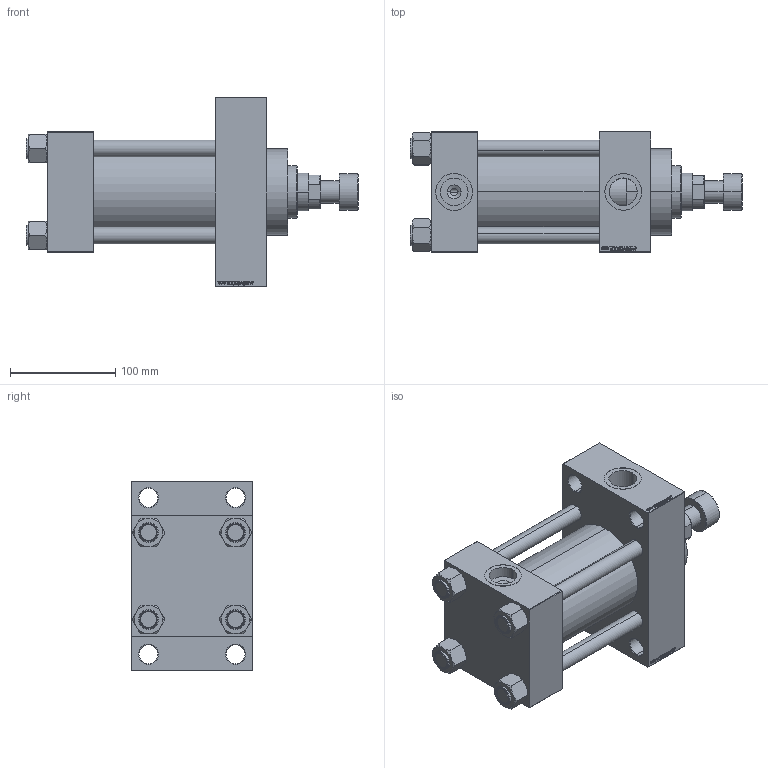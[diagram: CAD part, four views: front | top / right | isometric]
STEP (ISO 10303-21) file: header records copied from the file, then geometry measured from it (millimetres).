
FILE_DESCRIPTION (( 'STEP AP203' ), '1' );
FILE_NAME ('abf2.STEP', '2023-08-23T07:28:37', ( '' ), ( '' ), 'SwSTEP 2.0', 'SolidWorks 2019', '' );
FILE_SCHEMA (( 'CONFIG_CONTROL_DESIGN' ));
Length unit declared in the file: millimetre
Products named in the file (7): V215CR_D_Body dcc16ccfaf2cfa8c689a4dfd343be180; V215CR_ROD_END_F dcc16ccfaf2cfa8c689a4dfd343be180; abf2; NUT_M5_D dcc16ccfaf2cfa8c689a4dfd343be180; V215_VC_A dcc16ccfaf2cfa8c689a4dfd343be180; V215CR_D_TYCINKA dcc16ccfaf2cfa8c689a4dfd343be180; V215CR_VCP_D dcc16ccfaf2cfa8c689a4dfd343be180
Assembly tree (12 placements, depth 2):
  abf2
    V215CR_D_Body dcc16ccfaf2cfa8c689a4dfd343be180
    V215CR_VCP_D dcc16ccfaf2cfa8c689a4dfd343be180
    NUT_M5_D dcc16ccfaf2cfa8c689a4dfd343be180  x4
    V215CR_D_TYCINKA dcc16ccfaf2cfa8c689a4dfd343be180  x4
    V215_VC_A dcc16ccfaf2cfa8c689a4dfd343be180
    V215CR_ROD_END_F dcc16ccfaf2cfa8c689a4dfd343be180
Bounding box: 316 x 115 x 180 mm (x, y, z)
Volume: 2133262.7 mm3; surface area: 343944.6 mm2
Topology: 12 solids, 12 shells, 1165 faces, 2929 edges, 1901 vertices
Faces by surface type: plane 549, bspline 368, cone 144, cylinder 92, torus 12
Entity records: 48146 total; most frequent: CARTESIAN_POINT 25249, ORIENTED_EDGE 5122, DIRECTION 3343, EDGE_CURVE 2561, VERTEX_POINT 1679, LINE 1533, VECTOR 1533, EDGE_LOOP 1142
